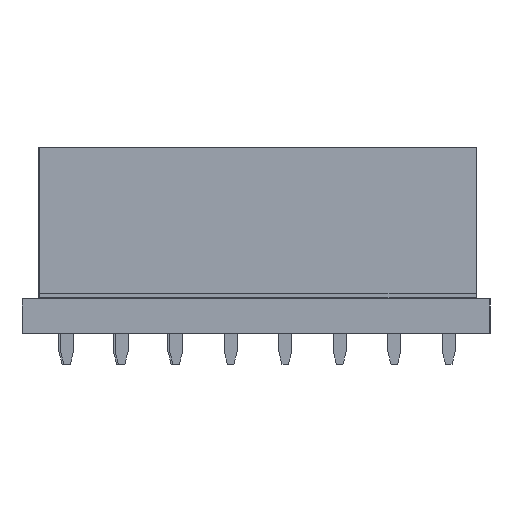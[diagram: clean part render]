
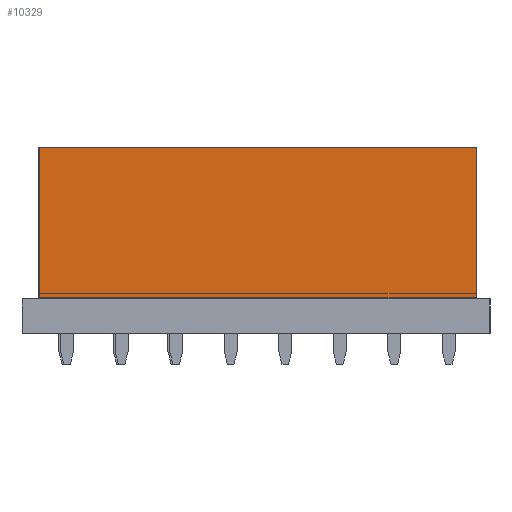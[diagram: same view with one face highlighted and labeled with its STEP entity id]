
A CAD part, left-side view. The second image highlights one B-rep face of the part: STEP entity #10329.
In plain terms, the highlighted planar face has unit normal (-1, 0, 0).
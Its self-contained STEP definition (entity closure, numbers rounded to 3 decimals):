
#7163 = PLANE('',#7164);
#7164 = AXIS2_PLACEMENT_3D('',#7165,#7166,#7167);
#7165 = CARTESIAN_POINT('',(-1.27,-19.05,0.));
#7166 = DIRECTION('',(0.,1.,0.));
#7167 = DIRECTION('',(1.,0.,0.));
#7191 = PLANE('',#7192);
#7192 = AXIS2_PLACEMENT_3D('',#7193,#7194,#7195);
#7193 = CARTESIAN_POINT('',(1.27,-19.05,7.));
#7194 = DIRECTION('',(-0.,0.,-1.));
#7195 = DIRECTION('',(0.,-1.,-0.));
#7219 = PLANE('',#7220);
#7220 = AXIS2_PLACEMENT_3D('',#7221,#7222,#7223);
#7221 = CARTESIAN_POINT('',(1.27,1.27,0.));
#7222 = DIRECTION('',(0.,-1.,0.));
#7223 = DIRECTION('',(-1.,0.,0.));
#7261 = VERTEX_POINT('',#7262);
#7262 = CARTESIAN_POINT('',(-1.27,-19.05,0.));
#7278 = PLANE('',#7279);
#7279 = AXIS2_PLACEMENT_3D('',#7280,#7281,#7282);
#7280 = CARTESIAN_POINT('',(1.27,-19.05,0.));
#7281 = DIRECTION('',(-0.,0.,-1.));
#7282 = DIRECTION('',(0.,-1.,-0.));
#7290 = EDGE_CURVE('',#7261,#7291,#7293,.T.);
#7291 = VERTEX_POINT('',#7292);
#7292 = CARTESIAN_POINT('',(-1.27,-19.05,7.));
#7293 = SURFACE_CURVE('',#7294,(#7298,#7305),.PCURVE_S1.);
#7294 = LINE('',#7295,#7296);
#7295 = CARTESIAN_POINT('',(-1.27,-19.05,0.));
#7296 = VECTOR('',#7297,1.);
#7297 = DIRECTION('',(0.,0.,1.));
#7298 = PCURVE('',#7163,#7299);
#7299 = DEFINITIONAL_REPRESENTATION('',(#7300),#7304);
#7300 = LINE('',#7301,#7302);
#7301 = CARTESIAN_POINT('',(0.,0.));
#7302 = VECTOR('',#7303,1.);
#7303 = DIRECTION('',(0.,-1.));
#7304 = ( GEOMETRIC_REPRESENTATION_CONTEXT(2) 
PARAMETRIC_REPRESENTATION_CONTEXT() REPRESENTATION_CONTEXT('2D SPACE',''
  ) );
#7305 = PCURVE('',#7306,#7311);
#7306 = PLANE('',#7307);
#7307 = AXIS2_PLACEMENT_3D('',#7308,#7309,#7310);
#7308 = CARTESIAN_POINT('',(-1.27,1.27,0.));
#7309 = DIRECTION('',(1.,0.,0.));
#7310 = DIRECTION('',(0.,-1.,0.));
#7311 = DEFINITIONAL_REPRESENTATION('',(#7312),#7316);
#7312 = LINE('',#7313,#7314);
#7313 = CARTESIAN_POINT('',(20.32,0.));
#7314 = VECTOR('',#7315,1.);
#7315 = DIRECTION('',(0.,-1.));
#7316 = ( GEOMETRIC_REPRESENTATION_CONTEXT(2) 
PARAMETRIC_REPRESENTATION_CONTEXT() REPRESENTATION_CONTEXT('2D SPACE',''
  ) );
#7473 = VERTEX_POINT('',#7474);
#7474 = CARTESIAN_POINT('',(-1.27,1.27,7.));
#7495 = EDGE_CURVE('',#7496,#7473,#7498,.T.);
#7496 = VERTEX_POINT('',#7497);
#7497 = CARTESIAN_POINT('',(-1.27,1.27,0.));
#7498 = SURFACE_CURVE('',#7499,(#7503,#7510),.PCURVE_S1.);
#7499 = LINE('',#7500,#7501);
#7500 = CARTESIAN_POINT('',(-1.27,1.27,0.));
#7501 = VECTOR('',#7502,1.);
#7502 = DIRECTION('',(0.,0.,1.));
#7503 = PCURVE('',#7219,#7504);
#7504 = DEFINITIONAL_REPRESENTATION('',(#7505),#7509);
#7505 = LINE('',#7506,#7507);
#7506 = CARTESIAN_POINT('',(2.54,0.));
#7507 = VECTOR('',#7508,1.);
#7508 = DIRECTION('',(0.,-1.));
#7509 = ( GEOMETRIC_REPRESENTATION_CONTEXT(2) 
PARAMETRIC_REPRESENTATION_CONTEXT() REPRESENTATION_CONTEXT('2D SPACE',''
  ) );
#7510 = PCURVE('',#7306,#7511);
#7511 = DEFINITIONAL_REPRESENTATION('',(#7512),#7516);
#7512 = LINE('',#7513,#7514);
#7513 = CARTESIAN_POINT('',(0.,0.));
#7514 = VECTOR('',#7515,1.);
#7515 = DIRECTION('',(0.,-1.));
#7516 = ( GEOMETRIC_REPRESENTATION_CONTEXT(2) 
PARAMETRIC_REPRESENTATION_CONTEXT() REPRESENTATION_CONTEXT('2D SPACE',''
  ) );
#7640 = EDGE_CURVE('',#7473,#7291,#7641,.T.);
#7641 = SURFACE_CURVE('',#7642,(#7646,#7653),.PCURVE_S1.);
#7642 = LINE('',#7643,#7644);
#7643 = CARTESIAN_POINT('',(-1.27,1.27,7.));
#7644 = VECTOR('',#7645,1.);
#7645 = DIRECTION('',(0.,-1.,0.));
#7646 = PCURVE('',#7191,#7647);
#7647 = DEFINITIONAL_REPRESENTATION('',(#7648),#7652);
#7648 = LINE('',#7649,#7650);
#7649 = CARTESIAN_POINT('',(-20.32,2.54));
#7650 = VECTOR('',#7651,1.);
#7651 = DIRECTION('',(1.,0.));
#7652 = ( GEOMETRIC_REPRESENTATION_CONTEXT(2) 
PARAMETRIC_REPRESENTATION_CONTEXT() REPRESENTATION_CONTEXT('2D SPACE',''
  ) );
#7653 = PCURVE('',#7306,#7654);
#7654 = DEFINITIONAL_REPRESENTATION('',(#7655),#7659);
#7655 = LINE('',#7656,#7657);
#7656 = CARTESIAN_POINT('',(0.,-7.));
#7657 = VECTOR('',#7658,1.);
#7658 = DIRECTION('',(1.,0.));
#7659 = ( GEOMETRIC_REPRESENTATION_CONTEXT(2) 
PARAMETRIC_REPRESENTATION_CONTEXT() REPRESENTATION_CONTEXT('2D SPACE',''
  ) );
#8599 = EDGE_CURVE('',#7496,#7261,#8600,.T.);
#8600 = SURFACE_CURVE('',#8601,(#8605,#8612),.PCURVE_S1.);
#8601 = LINE('',#8602,#8603);
#8602 = CARTESIAN_POINT('',(-1.27,1.27,0.));
#8603 = VECTOR('',#8604,1.);
#8604 = DIRECTION('',(0.,-1.,0.));
#8605 = PCURVE('',#7278,#8606);
#8606 = DEFINITIONAL_REPRESENTATION('',(#8607),#8611);
#8607 = LINE('',#8608,#8609);
#8608 = CARTESIAN_POINT('',(-20.32,2.54));
#8609 = VECTOR('',#8610,1.);
#8610 = DIRECTION('',(1.,0.));
#8611 = ( GEOMETRIC_REPRESENTATION_CONTEXT(2) 
PARAMETRIC_REPRESENTATION_CONTEXT() REPRESENTATION_CONTEXT('2D SPACE',''
  ) );
#8612 = PCURVE('',#7306,#8613);
#8613 = DEFINITIONAL_REPRESENTATION('',(#8614),#8618);
#8614 = LINE('',#8615,#8616);
#8615 = CARTESIAN_POINT('',(0.,0.));
#8616 = VECTOR('',#8617,1.);
#8617 = DIRECTION('',(1.,0.));
#8618 = ( GEOMETRIC_REPRESENTATION_CONTEXT(2) 
PARAMETRIC_REPRESENTATION_CONTEXT() REPRESENTATION_CONTEXT('2D SPACE',''
  ) );
#10329 = ADVANCED_FACE('',(#10330),#7306,.F.);
#10330 = FACE_BOUND('',#10331,.F.);
#10331 = EDGE_LOOP('',(#10332,#10333,#10334,#10335));
#10332 = ORIENTED_EDGE('',*,*,#7495,.T.);
#10333 = ORIENTED_EDGE('',*,*,#7640,.T.);
#10334 = ORIENTED_EDGE('',*,*,#7290,.F.);
#10335 = ORIENTED_EDGE('',*,*,#8599,.F.);
